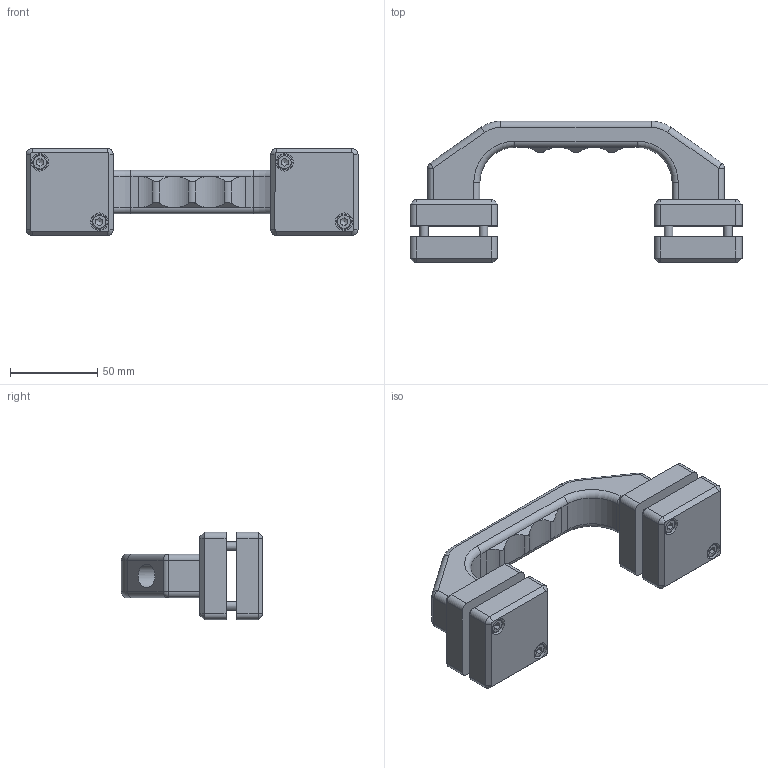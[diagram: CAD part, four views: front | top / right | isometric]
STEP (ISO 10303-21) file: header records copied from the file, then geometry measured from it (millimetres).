
FILE_DESCRIPTION((''),'2;1');
FILE_NAME('SZ8015N_A.stp','2013-09-03T10:47:45',('janine behrens'),(''),'Autodesk Inventor 2012','Autodesk Inventor 2012','');
FILE_SCHEMA(('AUTOMOTIVE_DESIGN { 1 0 10303 214 1 1 1 1 }'));
Length unit declared in the file: millimetre
Products named in the file (6): SZ8015N_A; SZ0820S-A; ME1200020_A; DIN 912 - ersetzt durch DIN EN ISO 4762 M8 x 30; ME1200010_A; DK0912050300_A
Assembly tree (11 placements, depth 2):
  SZ8015N_A
    SZ0820S-A
    ME1200020_A  x2
    DIN 912 - ersetzt durch DIN EN ISO 4762 M8 x 30  x2
    ME1200010_A  x2
    DK0912050300_A  x4
Bounding box: 190 x 81 x 50 mm (x, y, z)
Volume: 227225 mm3; surface area: 61513.4 mm2
Topology: 11 solids, 11 shells, 294 faces, 672 edges, 420 vertices
Faces by surface type: plane 159, cylinder 83, cone 28, torus 20, sphere 4
Full cylindrical faces by diameter (mm): 4.134 x4, 5 x4, 5.5 x4, 6.647 x2, 8 x2, 8.5 x6, 10 x4, 13 x2, 13.5 x2
Entity records: 5412 total; most frequent: DIRECTION 956, CARTESIAN_POINT 908, ORIENTED_EDGE 820, EDGE_CURVE 410, AXIS2_PLACEMENT_3D 352, VERTEX_POINT 268, VECTOR 252, LINE 252
